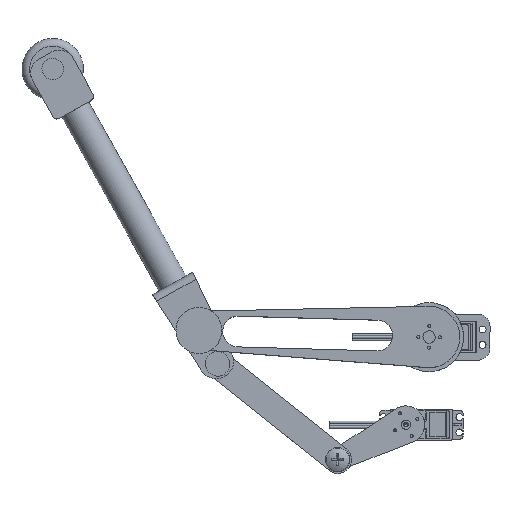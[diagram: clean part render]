
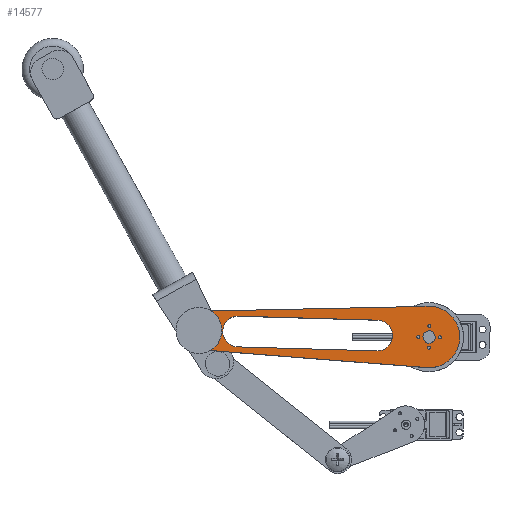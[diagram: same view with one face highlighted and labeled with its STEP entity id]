
A CAD part, top view. The second image highlights one B-rep face of the part: STEP entity #14577.
In plain terms, the highlighted face is planar.
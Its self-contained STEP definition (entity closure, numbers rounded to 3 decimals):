
#973=FACE_BOUND('',#3093,.T.);
#974=FACE_BOUND('',#3094,.T.);
#975=FACE_BOUND('',#3095,.T.);
#976=FACE_BOUND('',#3096,.T.);
#977=FACE_BOUND('',#3097,.T.);
#978=FACE_BOUND('',#3098,.T.);
#979=FACE_BOUND('',#3099,.T.);
#1094=CIRCLE('',#15769,10.);
#1096=CIRCLE('',#15773,10.);
#1098=CIRCLE('',#15778,12.5);
#1100=CIRCLE('',#15782,20.);
#1102=CIRCLE('',#15785,4.);
#1104=CIRCLE('',#15788,1.);
#1106=CIRCLE('',#15791,1.);
#1108=CIRCLE('',#15794,1.);
#1111=CIRCLE('',#15799,1.);
#1112=CIRCLE('',#15801,6.);
#2193=FACE_OUTER_BOUND('',#3092,.T.);
#3092=EDGE_LOOP('',(#9860,#9861,#9862,#9863));
#3093=EDGE_LOOP('',(#9864,#9865,#9866,#9867));
#3094=EDGE_LOOP('',(#9868));
#3095=EDGE_LOOP('',(#9869));
#3096=EDGE_LOOP('',(#9870));
#3097=EDGE_LOOP('',(#9871));
#3098=EDGE_LOOP('',(#9872));
#3099=EDGE_LOOP('',(#9873));
#4071=LINE('',#22147,#5017);
#4075=LINE('',#22157,#5021);
#4079=LINE('',#22166,#5025);
#4083=LINE('',#22178,#5029);
#5017=VECTOR('',#17652,90.684);
#5021=VECTOR('',#17664,90.684);
#5025=VECTOR('',#17670,150.187);
#5029=VECTOR('',#17682,150.187);
#5967=VERTEX_POINT('',#22138);
#5968=VERTEX_POINT('',#22140);
#5970=VERTEX_POINT('',#22146);
#5972=VERTEX_POINT('',#22152);
#5973=VERTEX_POINT('',#22159);
#5976=VERTEX_POINT('',#22164);
#5977=VERTEX_POINT('',#22168);
#5979=VERTEX_POINT('',#22174);
#5982=VERTEX_POINT('',#22185);
#5984=VERTEX_POINT('',#22191);
#5986=VERTEX_POINT('',#22197);
#5988=VERTEX_POINT('',#22203);
#5991=VERTEX_POINT('',#22212);
#5992=VERTEX_POINT('',#22216);
#7454=EDGE_CURVE('',#5967,#5968,#1094,.T.);
#7457=EDGE_CURVE('',#5968,#5970,#4071,.T.);
#7460=EDGE_CURVE('',#5970,#5972,#1096,.T.);
#7463=EDGE_CURVE('',#5972,#5967,#4075,.T.);
#7467=EDGE_CURVE('',#5973,#5976,#4079,.T.);
#7470=EDGE_CURVE('',#5977,#5973,#1098,.T.);
#7473=EDGE_CURVE('',#5979,#5977,#4083,.T.);
#7475=EDGE_CURVE('',#5976,#5979,#1100,.T.);
#7478=EDGE_CURVE('',#5982,#5982,#1102,.T.);
#7481=EDGE_CURVE('',#5984,#5984,#1104,.T.);
#7484=EDGE_CURVE('',#5986,#5986,#1106,.T.);
#7487=EDGE_CURVE('',#5988,#5988,#1108,.T.);
#7491=EDGE_CURVE('',#5991,#5991,#1111,.T.);
#7492=EDGE_CURVE('',#5992,#5992,#1112,.T.);
#9860=ORIENTED_EDGE('',*,*,#7475,.T.);
#9861=ORIENTED_EDGE('',*,*,#7473,.T.);
#9862=ORIENTED_EDGE('',*,*,#7470,.T.);
#9863=ORIENTED_EDGE('',*,*,#7467,.T.);
#9864=ORIENTED_EDGE('',*,*,#7463,.F.);
#9865=ORIENTED_EDGE('',*,*,#7460,.F.);
#9866=ORIENTED_EDGE('',*,*,#7457,.F.);
#9867=ORIENTED_EDGE('',*,*,#7454,.F.);
#9868=ORIENTED_EDGE('',*,*,#7492,.F.);
#9869=ORIENTED_EDGE('',*,*,#7491,.F.);
#9870=ORIENTED_EDGE('',*,*,#7487,.F.);
#9871=ORIENTED_EDGE('',*,*,#7484,.F.);
#9872=ORIENTED_EDGE('',*,*,#7481,.F.);
#9873=ORIENTED_EDGE('',*,*,#7478,.F.);
#14220=PLANE('',#15800);
#14577=ADVANCED_FACE('',(#2193,#973,#974,#975,#976,#977,#978,#979),#14220,
 .T.);
#15769=AXIS2_PLACEMENT_3D('',#22141,#17646,#17647);
#15773=AXIS2_PLACEMENT_3D('',#22153,#17658,#17659);
#15778=AXIS2_PLACEMENT_3D('',#22172,#17676,#17677);
#15782=AXIS2_PLACEMENT_3D('',#22181,#17687,#17688);
#15785=AXIS2_PLACEMENT_3D('',#22187,#17694,#17695);
#15788=AXIS2_PLACEMENT_3D('',#22193,#17701,#17702);
#15791=AXIS2_PLACEMENT_3D('',#22199,#17708,#17709);
#15794=AXIS2_PLACEMENT_3D('',#22205,#17715,#17716);
#15799=AXIS2_PLACEMENT_3D('',#22214,#17726,#17727);
#15800=AXIS2_PLACEMENT_3D('',#22215,#17728,#17729);
#15801=AXIS2_PLACEMENT_3D('',#22217,#17730,#17731);
#17646=DIRECTION('center_axis',(0.,1.,0.));
#17647=DIRECTION('ref_axis',(0.,0.,1.));
#17652=DIRECTION('',(-1.,0.,0.));
#17658=DIRECTION('center_axis',(0.,1.,0.));
#17659=DIRECTION('ref_axis',(0.,0.,1.));
#17664=DIRECTION('',(1.,0.,0.));
#17670=DIRECTION('',(-0.999,0.,-0.05));
#17676=DIRECTION('center_axis',(0.,1.,0.));
#17677=DIRECTION('ref_axis',(0.,0.,1.));
#17682=DIRECTION('',(0.999,0.,-0.05));
#17687=DIRECTION('center_axis',(0.,1.,0.));
#17688=DIRECTION('ref_axis',(0.,0.,1.));
#17694=DIRECTION('center_axis',(0.,1.,0.));
#17695=DIRECTION('ref_axis',(0.,0.,1.));
#17701=DIRECTION('center_axis',(0.,1.,0.));
#17702=DIRECTION('ref_axis',(0.,0.,1.));
#17708=DIRECTION('center_axis',(0.,1.,0.));
#17709=DIRECTION('ref_axis',(0.,0.,1.));
#17715=DIRECTION('center_axis',(0.,1.,0.));
#17716=DIRECTION('ref_axis',(0.,0.,1.));
#17726=DIRECTION('center_axis',(0.,1.,0.));
#17727=DIRECTION('ref_axis',(0.,0.,1.));
#17728=DIRECTION('center_axis',(0.,1.,0.));
#17729=DIRECTION('ref_axis',(0.,0.,1.));
#17730=DIRECTION('center_axis',(0.,1.,0.));
#17731=DIRECTION('ref_axis',(0.,0.,1.));
#22138=CARTESIAN_POINT('',(124.493,50.,10.));
#22140=CARTESIAN_POINT('',(124.493,50.,-10.));
#22141=CARTESIAN_POINT('Origin',(124.493,50.,0.));
#22146=CARTESIAN_POINT('',(33.809,50.,-10.));
#22147=CARTESIAN_POINT('',(124.493,50.,-10.));
#22152=CARTESIAN_POINT('',(33.809,50.,10.));
#22153=CARTESIAN_POINT('Origin',(33.809,50.,0.));
#22157=CARTESIAN_POINT('',(33.809,50.,10.));
#22159=CARTESIAN_POINT('',(150.,50.,-12.5));
#22164=CARTESIAN_POINT('',(0.,50.,-20.));
#22166=CARTESIAN_POINT('',(150.,50.,-12.5));
#22168=CARTESIAN_POINT('',(150.,50.,12.5));
#22172=CARTESIAN_POINT('Origin',(150.,50.,0.));
#22174=CARTESIAN_POINT('',(0.,50.,20.));
#22178=CARTESIAN_POINT('',(0.,50.,20.));
#22181=CARTESIAN_POINT('Origin',(0.,50.,0.));
#22185=CARTESIAN_POINT('',(0.,50.,-4.));
#22187=CARTESIAN_POINT('Origin',(0.,50.,0.));
#22191=CARTESIAN_POINT('',(7.,50.,-1.));
#22193=CARTESIAN_POINT('Origin',(7.,50.,0.));
#22197=CARTESIAN_POINT('',(0.,50.,-8.));
#22199=CARTESIAN_POINT('Origin',(0.,50.,-7.));
#22203=CARTESIAN_POINT('',(-7.,50.,-1.));
#22205=CARTESIAN_POINT('Origin',(-7.,50.,0.));
#22212=CARTESIAN_POINT('',(0.,50.,6.));
#22214=CARTESIAN_POINT('Origin',(0.,50.,7.));
#22215=CARTESIAN_POINT('Origin',(0.,50.,0.));
#22216=CARTESIAN_POINT('',(150.,50.,-6.));
#22217=CARTESIAN_POINT('Origin',(150.,50.,0.));
